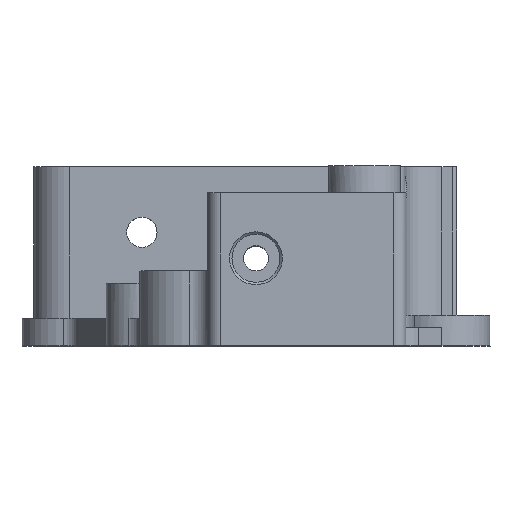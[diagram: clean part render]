
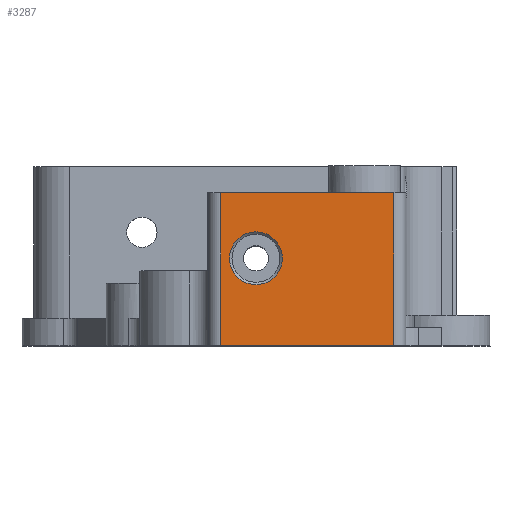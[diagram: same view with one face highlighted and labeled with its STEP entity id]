
A CAD part, top view. The second image highlights one B-rep face of the part: STEP entity #3287.
In plain terms, the highlighted planar face has unit normal (0, 0, 1).
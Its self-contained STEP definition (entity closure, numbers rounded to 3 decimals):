
#80=FACE_BOUND('',#378,.T.);
#105=PLANE('',#3530);
#182=FACE_OUTER_BOUND('',#377,.T.);
#377=EDGE_LOOP('',(#2245,#2246,#2247,#2248));
#378=EDGE_LOOP('',(#2249));
#580=LINE('',#4984,#840);
#589=LINE('',#5028,#849);
#610=LINE('',#5123,#870);
#611=LINE('',#5124,#871);
#840=VECTOR('',#3905,10.);
#849=VECTOR('',#3942,10.);
#870=VECTOR('',#4025,10.);
#871=VECTOR('',#4026,10.);
#1140=CIRCLE('',#3531,2.2);
#1319=VERTEX_POINT('',#4977);
#1322=VERTEX_POINT('',#4982);
#1343=VERTEX_POINT('',#5026);
#1386=VERTEX_POINT('',#5122);
#1387=VERTEX_POINT('',#5125);
#1659=EDGE_CURVE('',#1322,#1319,#580,.T.);
#1681=EDGE_CURVE('',#1343,#1322,#589,.T.);
#1728=EDGE_CURVE('',#1386,#1343,#610,.T.);
#1729=EDGE_CURVE('',#1319,#1386,#611,.T.);
#1730=EDGE_CURVE('',#1387,#1387,#1140,.T.);
#2245=ORIENTED_EDGE('',*,*,#1659,.F.);
#2246=ORIENTED_EDGE('',*,*,#1681,.F.);
#2247=ORIENTED_EDGE('',*,*,#1728,.F.);
#2248=ORIENTED_EDGE('',*,*,#1729,.F.);
#2249=ORIENTED_EDGE('',*,*,#1730,.F.);
#3287=ADVANCED_FACE('',(#182,#80),#105,.T.);
#3530=AXIS2_PLACEMENT_3D('',#5121,#4023,#4024);
#3531=AXIS2_PLACEMENT_3D('',#5126,#4027,#4028);
#3905=DIRECTION('',(0.,1.,0.));
#3942=DIRECTION('',(-1.,0.,0.));
#4023=DIRECTION('center_axis',(0.,0.,1.));
#4024=DIRECTION('ref_axis',(0.,-1.,0.));
#4025=DIRECTION('',(0.,-1.,0.));
#4026=DIRECTION('',(1.,0.,0.));
#4027=DIRECTION('center_axis',(0.,0.,1.));
#4028=DIRECTION('ref_axis',(-1.,0.,0.));
#4977=CARTESIAN_POINT('',(10.558,-12.05,12.063));
#4982=CARTESIAN_POINT('',(10.558,-24.75,12.063));
#4984=CARTESIAN_POINT('',(10.558,-18.25,12.063));
#5026=CARTESIAN_POINT('',(25.,-24.75,12.063));
#5028=CARTESIAN_POINT('',(-1.,-24.75,12.063));
#5121=CARTESIAN_POINT('Origin',(-1.,-24.65,12.063));
#5122=CARTESIAN_POINT('',(25.,-12.05,12.063));
#5123=CARTESIAN_POINT('',(25.,-30.28,12.063));
#5124=CARTESIAN_POINT('',(3.397,-12.05,12.063));
#5125=CARTESIAN_POINT('',(15.7,-17.5,12.063));
#5126=CARTESIAN_POINT('Origin',(13.5,-17.5,12.063));
